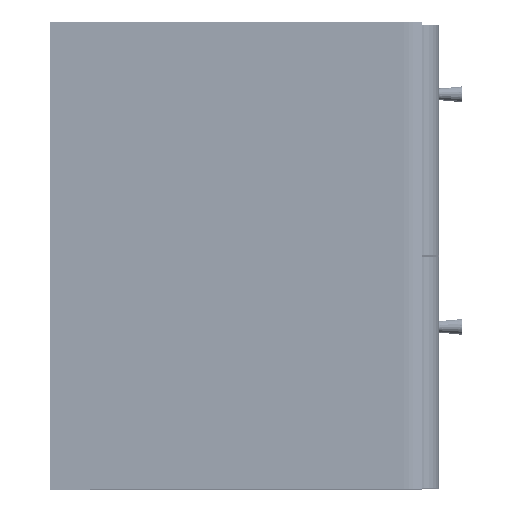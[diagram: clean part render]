
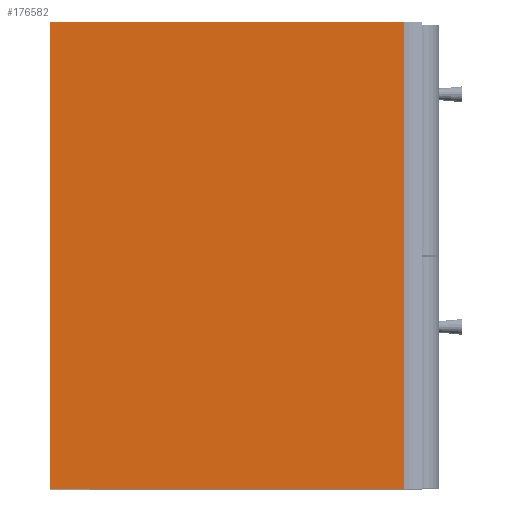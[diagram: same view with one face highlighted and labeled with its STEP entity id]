
A CAD part, top view. The second image highlights one B-rep face of the part: STEP entity #176582.
In plain terms, the highlighted planar face has unit normal (0, 0, 1).
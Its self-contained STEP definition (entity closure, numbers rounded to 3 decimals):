
#2325 = CARTESIAN_POINT ( 'NONE',  ( 234.622, 328.755, -10.877 ) ) ;
#17831 = DIRECTION ( 'NONE',  ( 0., -1., 0. ) ) ;
#22538 = CARTESIAN_POINT ( 'NONE',  ( 450.122, 58.755, -10.877 ) ) ;
#50707 = CARTESIAN_POINT ( 'NONE',  ( 644.622, 328.755, -10.877 ) ) ;
#54324 = VERTEX_POINT ( 'NONE', #372857 ) ;
#57165 = VERTEX_POINT ( 'NONE', #68914 ) ;
#66908 = VECTOR ( 'NONE', #165447, 1000. ) ;
#68914 = CARTESIAN_POINT ( 'NONE',  ( 234.622, -211.245, -10.877 ) ) ;
#86112 = VECTOR ( 'NONE', #315459, 1000. ) ;
#89432 = EDGE_LOOP ( 'NONE', ( #215435, #387314, #327884, #180702 ) ) ;
#89508 = VERTEX_POINT ( 'NONE', #50707 ) ;
#90670 = VERTEX_POINT ( 'NONE', #2325 ) ;
#110371 = CARTESIAN_POINT ( 'NONE',  ( 234.622, 328.755, -10.877 ) ) ;
#118195 = CARTESIAN_POINT ( 'NONE',  ( 234.622, -211.245, -10.877 ) ) ;
#132475 = AXIS2_PLACEMENT_3D ( 'NONE', #22538, #151904, #323574 ) ;
#139966 = LINE ( 'NONE', #217928, #343935 ) ;
#140788 = CARTESIAN_POINT ( 'NONE',  ( 665.622, -211.245, -10.877 ) ) ;
#141474 = EDGE_CURVE ( 'NONE', #54324, #89508, #139966, .T. ) ;
#151595 = LINE ( 'NONE', #118195, #235757 ) ;
#151904 = DIRECTION ( 'NONE',  ( 0., 0., 1. ) ) ;
#165447 = DIRECTION ( 'NONE',  ( 1., 0., 0. ) ) ;
#168919 = EDGE_CURVE ( 'NONE', #57165, #54324, #272390, .T. ) ;
#176582 = ADVANCED_FACE ( 'NONE', ( #328005 ), #321366, .T. ) ;
#180702 = ORIENTED_EDGE ( 'NONE', *, *, #168919, .T. ) ;
#215435 = ORIENTED_EDGE ( 'NONE', *, *, #141474, .T. ) ;
#217928 = CARTESIAN_POINT ( 'NONE',  ( 644.622, 328.755, -10.877 ) ) ;
#235757 = VECTOR ( 'NONE', #17831, 1000. ) ;
#272390 = LINE ( 'NONE', #140788, #66908 ) ;
#315459 = DIRECTION ( 'NONE',  ( -1., 0., 0. ) ) ;
#321366 = PLANE ( 'NONE',  #132475 ) ;
#323574 = DIRECTION ( 'NONE',  ( 1., 0., 0. ) ) ;
#327884 = ORIENTED_EDGE ( 'NONE', *, *, #394421, .T. ) ;
#328005 = FACE_OUTER_BOUND ( 'NONE', #89432, .T. ) ;
#343935 = VECTOR ( 'NONE', #382948, 1000. ) ;
#344500 = LINE ( 'NONE', #110371, #86112 ) ;
#349797 = EDGE_CURVE ( 'NONE', #89508, #90670, #344500, .T. ) ;
#372857 = CARTESIAN_POINT ( 'NONE',  ( 644.622, -211.245, -10.877 ) ) ;
#382948 = DIRECTION ( 'NONE',  ( 0., 1., 0. ) ) ;
#387314 = ORIENTED_EDGE ( 'NONE', *, *, #349797, .T. ) ;
#394421 = EDGE_CURVE ( 'NONE', #90670, #57165, #151595, .T. ) ;
